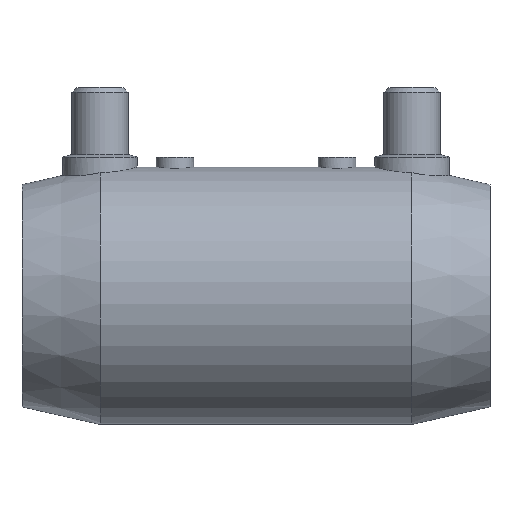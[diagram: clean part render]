
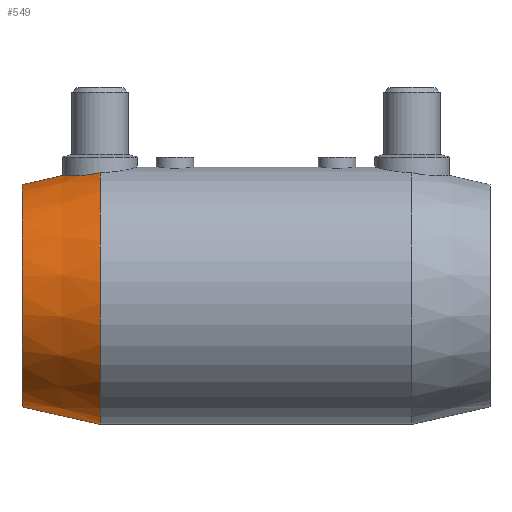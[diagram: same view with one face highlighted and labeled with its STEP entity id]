
A CAD part, top view. The second image highlights one B-rep face of the part: STEP entity #549.
In plain terms, the highlighted conical face has half-angle 12.68 degrees and reference radius 25.625 mm.
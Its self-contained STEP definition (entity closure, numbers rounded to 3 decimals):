
#401 = EDGE_CURVE( '', #683, #939, #1117, .T. );
#447 = VERTEX_POINT( '', #1169 );
#549 = ADVANCED_FACE( '', ( #1281 ), #1282, .T. );
#683 = VERTEX_POINT( '', #1431 );
#753 = VERTEX_POINT( '', #1513 );
#843 = VERTEX_POINT( '', #1613 );
#893 = EDGE_CURVE( '', #753, #683, #1666, .T. );
#939 = VERTEX_POINT( '', #1717 );
#943 = EDGE_CURVE( '', #753, #447, #1721, .T. );
#965 = EDGE_CURVE( '', #939, #843, #1745, .T. );
#967 = EDGE_CURVE( '', #843, #447, #1747, .T. );
#1117 = CIRCLE( '', #1917, 27.5 );
#1169 = CARTESIAN_POINT( '', ( -51., 23.75, 0. ) );
#1281 = FACE_OUTER_BOUND( '', #2378, .T. );
#1282 = CONICAL_SURFACE( '', #2379, 25.625, 0.221 );
#1431 = CARTESIAN_POINT( '', ( -34.333, -27.5, 0. ) );
#1513 = CARTESIAN_POINT( '', ( -51., -23.75, 0. ) );
#1613 = CARTESIAN_POINT( '', ( -42.333, 25.7, 0. ) );
#1666 = LINE( '', #2992, #2993 );
#1717 = CARTESIAN_POINT( '', ( -34.333, 26.311, 8. ) );
#1721 = CIRCLE( '', #3095, 23.75 );
#1745 = B_SPLINE_CURVE_WITH_KNOTS( '', 3, ( #3125, #3126, #3127, #3128, #3129, #3130, #3131, #3132, #3133, #3134, #3135, #3136, #3137, #3138, #3139, #3140, #3141, #3142, #3143, #3144, #3145, #3146, #3147, #3148, #3149, #3150, #3151, #3152, #3153, #3154, #3155, #3156, #3157, #3158, #3159, #3160, #3161, #3162 ), .UNSPECIFIED., .F., .F., ( 4, 2, 2, 2, 2, 2, 2, 2, 2, 2, 2, 2, 2, 2, 2, 2, 2, 2, 4 ), ( 7.364, 7.898, 9.346, 10.795, 12.244, 13.692, 15.138, 16.583, 18.029, 19.475, 20.92, 22.366, 23.812, 25.257, 26.706, 28.154, 29.603, 31.052, 31.586 ), .UNSPECIFIED. );
#1747 = LINE( '', #3165, #3166 );
#1917 = AXIS2_PLACEMENT_3D( '', #3346, #3347, #3348 );
#2378 = EDGE_LOOP( '', ( #3525, #3526, #3527, #3528, #3529 ) );
#2379 = AXIS2_PLACEMENT_3D( '', #3530, #3531, #3532 );
#2992 = CARTESIAN_POINT( '', ( -42.667, -25.625, 0. ) );
#2993 = VECTOR( '', #4007, 1. );
#3095 = AXIS2_PLACEMENT_3D( '', #4071, #4072, #4073 );
#3125 = CARTESIAN_POINT( '', ( -34.333, 26.311, 8. ) );
#3126 = CARTESIAN_POINT( '', ( -34.509, 26.269, 8. ) );
#3127 = CARTESIAN_POINT( '', ( -34.683, 26.23, 7.994 ) );
#3128 = CARTESIAN_POINT( '', ( -35.328, 26.091, 7.952 ) );
#3129 = CARTESIAN_POINT( '', ( -35.816, 25.999, 7.877 ) );
#3130 = CARTESIAN_POINT( '', ( -36.786, 25.845, 7.631 ) );
#3131 = CARTESIAN_POINT( '', ( -37.269, 25.783, 7.459 ) );
#3132 = CARTESIAN_POINT( '', ( -38.195, 25.689, 7.025 ) );
#3133 = CARTESIAN_POINT( '', ( -38.638, 25.657, 6.762 ) );
#3134 = CARTESIAN_POINT( '', ( -39.456, 25.617, 6.166 ) );
#3135 = CARTESIAN_POINT( '', ( -39.831, 25.61, 5.832 ) );
#3136 = CARTESIAN_POINT( '', ( -40.492, 25.608, 5.129 ) );
#3137 = CARTESIAN_POINT( '', ( -40.801, 25.614, 4.735 ) );
#3138 = CARTESIAN_POINT( '', ( -41.346, 25.633, 3.883 ) );
#3139 = CARTESIAN_POINT( '', ( -41.582, 25.646, 3.424 ) );
#3140 = CARTESIAN_POINT( '', ( -41.959, 25.67, 2.471 ) );
#3141 = CARTESIAN_POINT( '', ( -42.102, 25.681, 1.975 ) );
#3142 = CARTESIAN_POINT( '', ( -42.289, 25.696, 0.981 ) );
#3143 = CARTESIAN_POINT( '', ( -42.333, 25.7, 0.482 ) );
#3144 = CARTESIAN_POINT( '', ( -42.333, 25.7, -0.482 ) );
#3145 = CARTESIAN_POINT( '', ( -42.289, 25.696, -0.981 ) );
#3146 = CARTESIAN_POINT( '', ( -42.102, 25.681, -1.975 ) );
#3147 = CARTESIAN_POINT( '', ( -41.959, 25.67, -2.471 ) );
#3148 = CARTESIAN_POINT( '', ( -41.582, 25.646, -3.424 ) );
#3149 = CARTESIAN_POINT( '', ( -41.346, 25.633, -3.883 ) );
#3150 = CARTESIAN_POINT( '', ( -40.801, 25.614, -4.735 ) );
#3151 = CARTESIAN_POINT( '', ( -40.492, 25.608, -5.129 ) );
#3152 = CARTESIAN_POINT( '', ( -39.831, 25.61, -5.832 ) );
#3153 = CARTESIAN_POINT( '', ( -39.456, 25.617, -6.166 ) );
#3154 = CARTESIAN_POINT( '', ( -38.638, 25.657, -6.762 ) );
#3155 = CARTESIAN_POINT( '', ( -38.195, 25.689, -7.025 ) );
#3156 = CARTESIAN_POINT( '', ( -37.269, 25.783, -7.459 ) );
#3157 = CARTESIAN_POINT( '', ( -36.786, 25.845, -7.631 ) );
#3158 = CARTESIAN_POINT( '', ( -35.816, 25.999, -7.877 ) );
#3159 = CARTESIAN_POINT( '', ( -35.328, 26.091, -7.952 ) );
#3160 = CARTESIAN_POINT( '', ( -34.683, 26.23, -7.994 ) );
#3161 = CARTESIAN_POINT( '', ( -34.509, 26.269, -8. ) );
#3162 = CARTESIAN_POINT( '', ( -34.333, 26.311, -8. ) );
#3165 = CARTESIAN_POINT( '', ( -42.667, 25.625, 0. ) );
#3166 = VECTOR( '', #4096, 1. );
#3346 = CARTESIAN_POINT( '', ( -34.333, 0., 0. ) );
#3347 = DIRECTION( '', ( -1., 0., 0. ) );
#3348 = DIRECTION( '', ( 0., 1., 0. ) );
#3525 = ORIENTED_EDGE( '', *, *, #967, .T. );
#3526 = ORIENTED_EDGE( '', *, *, #943, .F. );
#3527 = ORIENTED_EDGE( '', *, *, #893, .T. );
#3528 = ORIENTED_EDGE( '', *, *, #401, .T. );
#3529 = ORIENTED_EDGE( '', *, *, #965, .T. );
#3530 = CARTESIAN_POINT( '', ( -42.667, 0., 0. ) );
#3531 = DIRECTION( '', ( 1., 0., 0. ) );
#3532 = DIRECTION( '', ( 0., 1., 0. ) );
#4007 = DIRECTION( '', ( 0.976, -0.22, 0. ) );
#4071 = CARTESIAN_POINT( '', ( -51., 0., 0. ) );
#4072 = DIRECTION( '', ( -1., 0., 0. ) );
#4073 = DIRECTION( '', ( 0., 1., 0. ) );
#4096 = DIRECTION( '', ( -0.976, -0.22, 0. ) );
